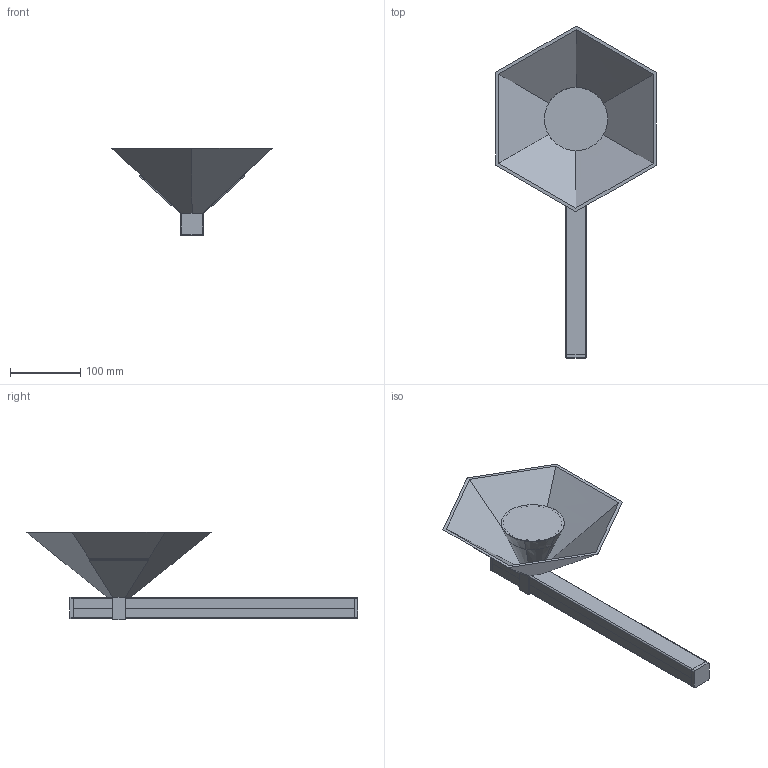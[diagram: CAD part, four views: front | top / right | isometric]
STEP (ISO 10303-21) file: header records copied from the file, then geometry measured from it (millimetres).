
FILE_DESCRIPTION(/* description */ (''),/* implementation_level */ '2;1');
FILE_NAME(/* name */ '2024-04-03-Color-Catcher.step',/* time_stamp */ '2024-04-03T21:14:03+02:00',/* author */ (''),/* organization */ (''),/* preprocessor_version */ 'ST-DEVELOPER v20',/* originating_system */ 'Autodesk Translation Framework v12.20.1.177',/* authorisation */ '');
FILE_SCHEMA (('AUTOMOTIVE_DESIGN { 1 0 10303 214 3 1 1 }'));
Length unit declared in the file: millimetre
Products named in the file (1): 2024-04-03-Color-Catcher
Bounding box: 229.04 x 472.3 x 125 mm (x, y, z)
Volume: 522062.2 mm3; surface area: 318530.6 mm2
Topology: 22 solids, 22 shells, 222 faces, 480 edges, 312 vertices
Faces by surface type: plane 143, cylinder 43, bspline 36
Full cylindrical faces by diameter (mm): 3 x16, 4.5 x1, 5 x1, 10 x2, 10.1 x1, 15 x1, 18 x1, 25.4 x1, 31.4 x1, 44.7 x1, 50.7 x1, 83.522 x1, 90 x1
Entity records: 7100 total; most frequent: CARTESIAN_POINT 2254, ORIENTED_EDGE 960, DIRECTION 897, EDGE_CURVE 480, LINE 335, VECTOR 335, VERTEX_POINT 312, AXIS2_PLACEMENT_3D 281
